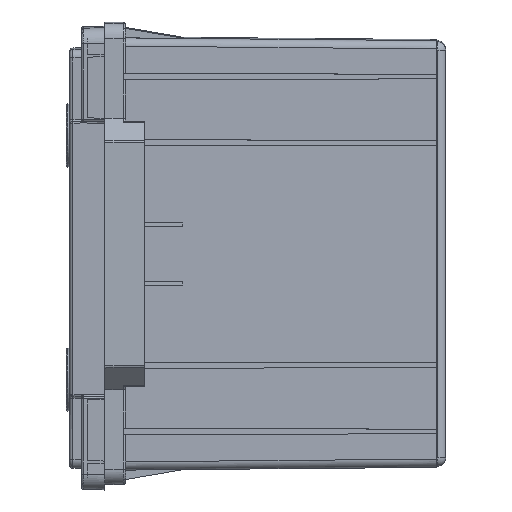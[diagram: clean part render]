
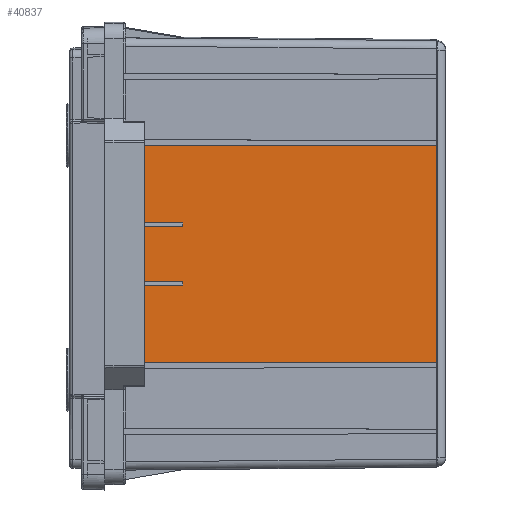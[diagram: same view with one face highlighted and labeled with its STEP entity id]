
A CAD part, left-side view. The second image highlights one B-rep face of the part: STEP entity #40837.
In plain terms, the highlighted face is planar.
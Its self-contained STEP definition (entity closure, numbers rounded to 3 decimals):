
#177 = ORIENTED_EDGE ( 'NONE', *, *, #94521, .F. ) ;
#2976 = CARTESIAN_POINT ( 'NONE',  ( 16.076, 240.512, -152.704 ) ) ;
#3511 = VECTOR ( 'NONE', #36067, 1000. ) ;
#3532 = LINE ( 'NONE', #10646, #84985 ) ;
#4889 = VERTEX_POINT ( 'NONE', #75493 ) ;
#5220 = CARTESIAN_POINT ( 'NONE',  ( -18.024, 240.512, -152.704 ) ) ;
#6998 = CARTESIAN_POINT ( 'NONE',  ( 15.5, 240.8, -185.7 ) ) ;
#7183 = VECTOR ( 'NONE', #43982, 1000. ) ;
#7848 = EDGE_CURVE ( 'NONE', #14847, #52379, #21409, .T. ) ;
#9437 = VECTOR ( 'NONE', #51810, 1000. ) ;
#10621 = EDGE_CURVE ( 'NONE', #20470, #15903, #11752, .T. ) ;
#10646 = CARTESIAN_POINT ( 'NONE',  ( -63.172, 239.227, -5.5 ) ) ;
#11300 = EDGE_CURVE ( 'NONE', #82205, #76866, #3532, .T. ) ;
#11752 = LINE ( 'NONE', #2976, #9437 ) ;
#12112 = ORIENTED_EDGE ( 'NONE', *, *, #83010, .T. ) ;
#13341 = VECTOR ( 'NONE', #82743, 1000. ) ;
#14847 = VERTEX_POINT ( 'NONE', #39491 ) ;
#15212 = CARTESIAN_POINT ( 'NONE',  ( 15.5, 240.8, -185.7 ) ) ;
#15903 = VERTEX_POINT ( 'NONE', #6998 ) ;
#18716 = DIRECTION ( 'NONE',  ( 0., 0.009, -1. ) ) ;
#20470 = VERTEX_POINT ( 'NONE', #104572 ) ;
#20916 = VERTEX_POINT ( 'NONE', #47151 ) ;
#21409 = LINE ( 'NONE', #54881, #38888 ) ;
#21453 = ORIENTED_EDGE ( 'NONE', *, *, #102890, .T. ) ;
#24551 = ORIENTED_EDGE ( 'NONE', *, *, #82872, .T. ) ;
#25284 = FACE_OUTER_BOUND ( 'NONE', #60907, .T. ) ;
#27180 = ORIENTED_EDGE ( 'NONE', *, *, #7848, .T. ) ;
#27554 = VECTOR ( 'NONE', #66144, 1000. ) ;
#29581 = CARTESIAN_POINT ( 'NONE',  ( -16.076, 240.512, -152.704 ) ) ;
#30005 = VERTEX_POINT ( 'NONE', #65930 ) ;
#30601 = VERTEX_POINT ( 'NONE', #102098 ) ;
#32525 = CARTESIAN_POINT ( 'NONE',  ( 18.024, 240.512, -152.704 ) ) ;
#34627 = DIRECTION ( 'NONE',  ( 0., -1., -0.009 ) ) ;
#36067 = DIRECTION ( 'NONE',  ( 0.003, 0.009, -1. ) ) ;
#38110 = ORIENTED_EDGE ( 'NONE', *, *, #70419, .F. ) ;
#38888 = VECTOR ( 'NONE', #72424, 1000. ) ;
#39491 = CARTESIAN_POINT ( 'NONE',  ( 62.7, 240.8, -185.7 ) ) ;
#40515 = CARTESIAN_POINT ( 'NONE',  ( -18.6, 240.8, -185.7 ) ) ;
#40837 = ADVANCED_FACE ( 'NONE', ( #25284 ), #52663, .F. ) ;
#43982 = DIRECTION ( 'NONE',  ( 0.017, 0.009, -1. ) ) ;
#44092 = DIRECTION ( 'NONE',  ( 1., 0., 0. ) ) ;
#46574 = DIRECTION ( 'NONE',  ( 0.017, 0.009, -1. ) ) ;
#47151 = CARTESIAN_POINT ( 'NONE',  ( -18.6, 240.8, -185.7 ) ) ;
#48599 = CARTESIAN_POINT ( 'NONE',  ( 18.024, 240.512, -152.704 ) ) ;
#51810 = DIRECTION ( 'NONE',  ( -0.017, 0.009, -1. ) ) ;
#52367 = VERTEX_POINT ( 'NONE', #88700 ) ;
#52379 = VERTEX_POINT ( 'NONE', #64986 ) ;
#52579 = EDGE_CURVE ( 'NONE', #52367, #93050, #105840, .T. ) ;
#52663 = PLANE ( 'NONE',  #60351 ) ;
#54881 = CARTESIAN_POINT ( 'NONE',  ( 62.7, 240.8, -185.7 ) ) ;
#56718 = ORIENTED_EDGE ( 'NONE', *, *, #10621, .T. ) ;
#60351 = AXIS2_PLACEMENT_3D ( 'NONE', #102563, #34627, #18716 ) ;
#60907 = EDGE_LOOP ( 'NONE', ( #72860, #27180, #86264, #72448, #56718, #12112, #38110, #85848, #21453, #24551, #177, #95539 ) ) ;
#62338 = VECTOR ( 'NONE', #46574, 1000. ) ;
#62923 = LINE ( 'NONE', #95918, #3511 ) ;
#63999 = CARTESIAN_POINT ( 'NONE',  ( -63.172, 239.227, -5.5 ) ) ;
#64041 = LINE ( 'NONE', #15212, #66608 ) ;
#64986 = CARTESIAN_POINT ( 'NONE',  ( 18.6, 240.8, -185.7 ) ) ;
#65047 = LINE ( 'NONE', #48599, #27554 ) ;
#65112 = LINE ( 'NONE', #66206, #13341 ) ;
#65930 = CARTESIAN_POINT ( 'NONE',  ( 18.024, 240.512, -152.704 ) ) ;
#66144 = DIRECTION ( 'NONE',  ( -1., 0., 0. ) ) ;
#66206 = CARTESIAN_POINT ( 'NONE',  ( 63.172, 239.227, -5.5 ) ) ;
#66608 = VECTOR ( 'NONE', #106754, 1000. ) ;
#70419 = EDGE_CURVE ( 'NONE', #52367, #30601, #104693, .T. ) ;
#72424 = DIRECTION ( 'NONE',  ( -1., 0., 0. ) ) ;
#72448 = ORIENTED_EDGE ( 'NONE', *, *, #78740, .T. ) ;
#72860 = ORIENTED_EDGE ( 'NONE', *, *, #105774, .T. ) ;
#73515 = VECTOR ( 'NONE', #80676, 1000. ) ;
#74275 = LINE ( 'NONE', #32525, #7183 ) ;
#75493 = CARTESIAN_POINT ( 'NONE',  ( -62.7, 240.8, -185.7 ) ) ;
#76866 = VERTEX_POINT ( 'NONE', #92934 ) ;
#78740 = EDGE_CURVE ( 'NONE', #30005, #20470, #65047, .T. ) ;
#80422 = LINE ( 'NONE', #5220, #97168 ) ;
#80676 = DIRECTION ( 'NONE',  ( -1., 0., 0. ) ) ;
#81218 = LINE ( 'NONE', #40515, #73515 ) ;
#81262 = DIRECTION ( 'NONE',  ( -1., 0., 0. ) ) ;
#82205 = VERTEX_POINT ( 'NONE', #63999 ) ;
#82743 = DIRECTION ( 'NONE',  ( -0.003, 0.009, -1. ) ) ;
#82872 = EDGE_CURVE ( 'NONE', #20916, #4889, #81218, .T. ) ;
#83010 = EDGE_CURVE ( 'NONE', #15903, #30601, #64041, .T. ) ;
#84985 = VECTOR ( 'NONE', #44092, 1000. ) ;
#85848 = ORIENTED_EDGE ( 'NONE', *, *, #52579, .T. ) ;
#86264 = ORIENTED_EDGE ( 'NONE', *, *, #94969, .F. ) ;
#88700 = CARTESIAN_POINT ( 'NONE',  ( -16.076, 240.512, -152.704 ) ) ;
#92934 = CARTESIAN_POINT ( 'NONE',  ( 63.172, 239.227, -5.5 ) ) ;
#93050 = VERTEX_POINT ( 'NONE', #98393 ) ;
#94521 = EDGE_CURVE ( 'NONE', #82205, #4889, #62923, .T. ) ;
#94969 = EDGE_CURVE ( 'NONE', #30005, #52379, #74275, .T. ) ;
#95539 = ORIENTED_EDGE ( 'NONE', *, *, #11300, .T. ) ;
#95918 = CARTESIAN_POINT ( 'NONE',  ( -63.172, 239.227, -5.5 ) ) ;
#97168 = VECTOR ( 'NONE', #105530, 1000. ) ;
#97475 = VECTOR ( 'NONE', #81262, 1000. ) ;
#98393 = CARTESIAN_POINT ( 'NONE',  ( -18.024, 240.512, -152.704 ) ) ;
#102098 = CARTESIAN_POINT ( 'NONE',  ( -15.5, 240.8, -185.7 ) ) ;
#102563 = CARTESIAN_POINT ( 'NONE',  ( -123.262, 240.8, -185.702 ) ) ;
#102890 = EDGE_CURVE ( 'NONE', #93050, #20916, #80422, .T. ) ;
#104572 = CARTESIAN_POINT ( 'NONE',  ( 16.076, 240.512, -152.704 ) ) ;
#104693 = LINE ( 'NONE', #29581, #62338 ) ;
#105530 = DIRECTION ( 'NONE',  ( -0.017, 0.009, -1. ) ) ;
#105774 = EDGE_CURVE ( 'NONE', #76866, #14847, #65112, .T. ) ;
#105840 = LINE ( 'NONE', #107421, #97475 ) ;
#106754 = DIRECTION ( 'NONE',  ( -1., 0., 0. ) ) ;
#107421 = CARTESIAN_POINT ( 'NONE',  ( -16.076, 240.512, -152.704 ) ) ;
